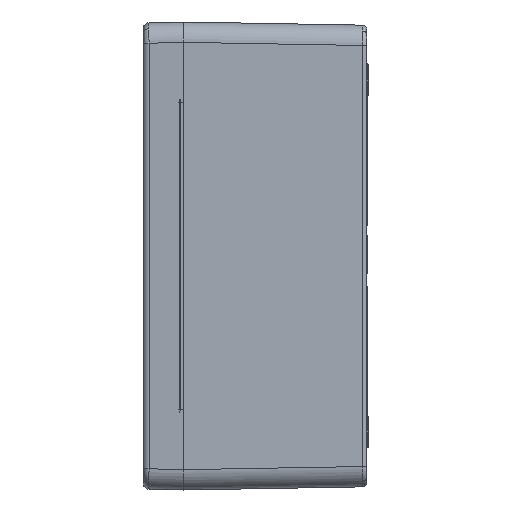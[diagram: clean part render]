
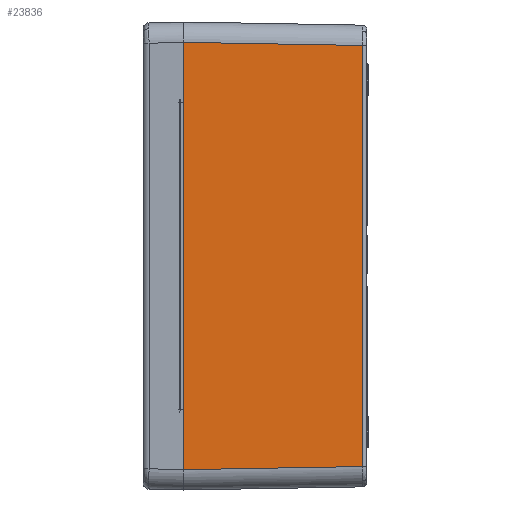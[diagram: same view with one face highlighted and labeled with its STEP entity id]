
A CAD part, left-side view. The second image highlights one B-rep face of the part: STEP entity #23836.
In plain terms, the highlighted planar face has unit normal (-1, -0.018, 0).
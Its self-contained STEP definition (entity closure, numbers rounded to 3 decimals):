
#2081=PLANE('',#25746);
#3082=LINE('',#97124,#4619);
#3083=LINE('',#97125,#4620);
#3084=LINE('',#97127,#4621);
#3085=LINE('',#97128,#4622);
#4619=VECTOR('',#29515,1000.);
#4620=VECTOR('',#29516,1000.);
#4621=VECTOR('',#29517,1000.);
#4622=VECTOR('',#29518,1000.);
#6833=FACE_OUTER_BOUND('',#8605,.T.);
#8605=EDGE_LOOP('',(#19505,#19506,#19507,#19508));
#11279=VERTEX_POINT('',#93855);
#11620=VERTEX_POINT('',#97122);
#11621=VERTEX_POINT('',#97123);
#11622=VERTEX_POINT('',#97126);
#14439=EDGE_CURVE('',#11620,#11621,#3082,.T.);
#14440=EDGE_CURVE('',#11621,#11279,#3083,.T.);
#14441=EDGE_CURVE('',#11279,#11622,#3084,.T.);
#14442=EDGE_CURVE('',#11620,#11622,#3085,.T.);
#19505=ORIENTED_EDGE('',*,*,#14439,.T.);
#19506=ORIENTED_EDGE('',*,*,#14440,.T.);
#19507=ORIENTED_EDGE('',*,*,#14441,.T.);
#19508=ORIENTED_EDGE('',*,*,#14442,.F.);
#23836=ADVANCED_FACE('',(#6833),#2081,.T.);
#25746=AXIS2_PLACEMENT_3D('',#97121,#29513,#29514);
#29513=DIRECTION('center_axis',(-1.,-0.017,
0.));
#29514=DIRECTION('ref_axis',(0.017,-1.,0.));
#29515=DIRECTION('',(0.017,-1.,0.017));
#29516=DIRECTION('',(0.,0.,1.));
#29517=DIRECTION('',(-0.017,1.,0.017));
#29518=DIRECTION('',(0.,0.,1.));
#93855=CARTESIAN_POINT('',(-298.463,-88.035,103.465));
#97121=CARTESIAN_POINT('Origin',(-300.,0.,-115.));
#97122=CARTESIAN_POINT('',(-300.,0.,-105.002));
#97123=CARTESIAN_POINT('',(-298.463,-88.035,-103.465));
#97124=CARTESIAN_POINT('',(-300.003,0.174,-105.005));
#97125=CARTESIAN_POINT('',(-298.463,-88.035,103.431));
#97126=CARTESIAN_POINT('',(-300.,0.,105.002));
#97127=CARTESIAN_POINT('',(-299.933,-3.838,104.935));
#97128=CARTESIAN_POINT('',(-300.,0.,-115.));
